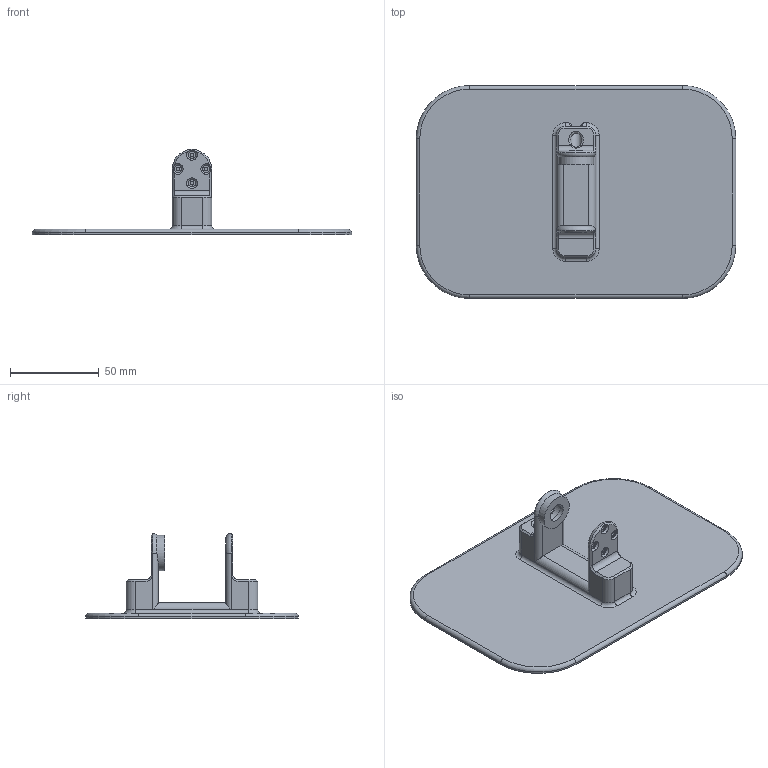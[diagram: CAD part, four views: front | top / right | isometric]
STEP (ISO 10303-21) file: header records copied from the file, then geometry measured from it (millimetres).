
FILE_DESCRIPTION(/* description */ ('','CAx-IF Rec.Pracs.---Representation and Presentation of Product Manufacturing Information (PMI)---4.0---2014-10-13'),/* implementation_level */ '2;1');
FILE_NAME(/* name */ 'Base_ASM.step',/* time_stamp */ '2024-12-17T23:34:38-05:00',/* author */ (''),/* organization */ (''),/* preprocessor_version */ 'ST-DEVELOPER v20',/* originating_system */ 'Autodesk Translation Framework v13.20.0.188',/* authorisation */ '');
FILE_SCHEMA (('AP242_MANAGED_MODEL_BASED_3D_ENGINEERING_MIM_LF { 1 0 10303 442 1 1 4 }'));
Length unit declared in the file: millimetre
Products named in the file (3): Document; Head holder (1); Head holder
Assembly tree (2 placements, depth 2):
  Document
    Head holder (1)
    Head holder
Bounding box: 180 x 120 x 48 mm (x, y, z)
Volume: 85076 mm3; surface area: 48304.3 mm2
Topology: 1 solids, 1 shells, 107 faces, 264 edges, 158 vertices
Faces by surface type: cylinder 39, plane 38, cone 15, torus 10, bspline 5
Full cylindrical faces by diameter (mm): 2 x4, 4 x4, 6.325 x1, 8.3 x1, 10.35 x1, 11.75 x1, 20 x1
Entity records: 3776 total; most frequent: CARTESIAN_POINT 1115, DIRECTION 571, ORIENTED_EDGE 528, EDGE_CURVE 264, AXIS2_PLACEMENT_3D 224, VERTEX_POINT 158, LINE 123, VECTOR 123
